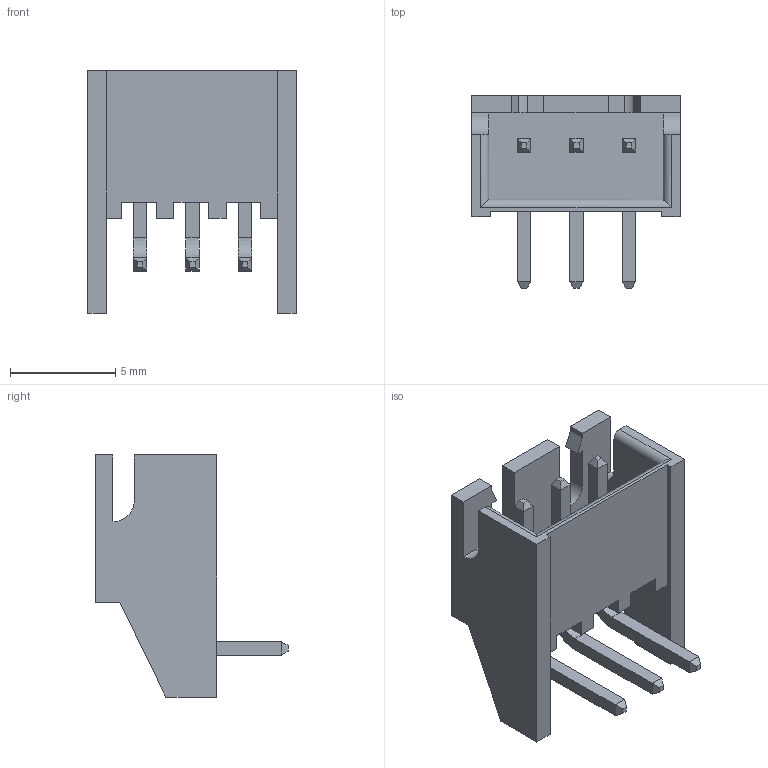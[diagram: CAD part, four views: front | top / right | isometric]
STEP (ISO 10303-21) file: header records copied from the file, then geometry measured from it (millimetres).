
FILE_DESCRIPTION (( 'STEP AP214' ), '1' );
FILE_NAME ('User Library-jst-xh-header-rangle.STEP', '2011-08-09T07:40:37', ( 'SysAdmin' ), ( 'SolidWorks' ), 'SwSTEP 2.0', 'SolidWorks 2012', '' );
FILE_SCHEMA (( 'AUTOMOTIVE_DESIGN' ));
Length unit declared in the file: inch
Products named in the file (1): User Library-jst-xh-header-rangle
Bounding box: 9.91 x 9.14 x 11.51 mm (x, y, z)
Volume: 222.9 mm3; surface area: 637.9 mm2
Topology: 1 solids, 1 shells, 121 faces, 313 edges, 200 vertices
Faces by surface type: plane 108, cylinder 13
Entity records: 4356 total; most frequent: CARTESIAN_POINT 641, ORIENTED_EDGE 626, DIRECTION 577, EDGE_CURVE 313, VECTOR 289, LINE 289, VERTEX_POINT 200, AXIS2_PLACEMENT_3D 144
